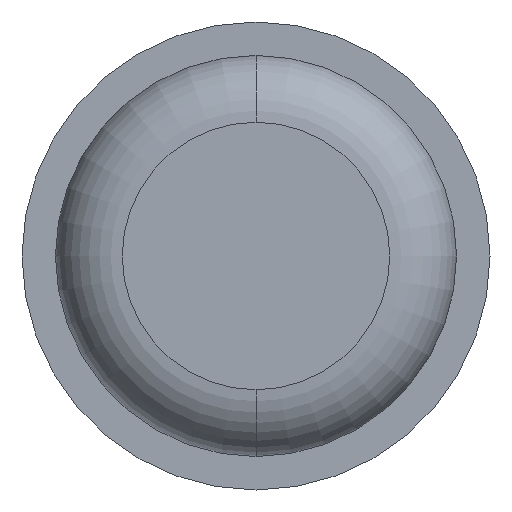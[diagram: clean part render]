
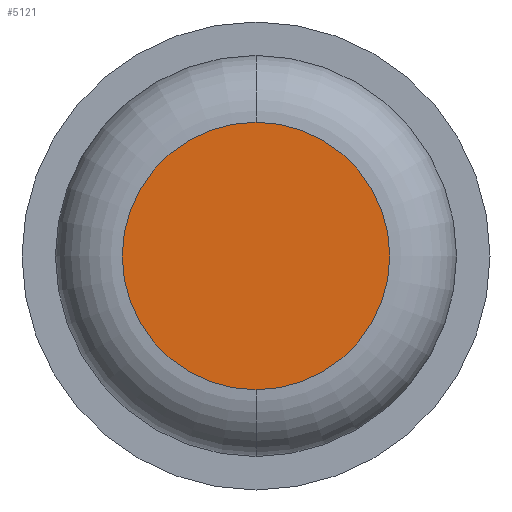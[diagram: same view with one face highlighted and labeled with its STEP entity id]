
A CAD part, front view. The second image highlights one B-rep face of the part: STEP entity #5121.
In plain terms, the highlighted planar face has unit normal (0, -1, 0).
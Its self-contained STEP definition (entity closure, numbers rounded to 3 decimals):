
#5 = AXIS2_PLACEMENT_3D ( 'NONE', #2020, #4864, #2848 ) ;
#528 = CARTESIAN_POINT ( 'NONE',  ( 0., 0., -1. ) ) ;
#678 = PLANE ( 'NONE',  #2766 ) ;
#728 = AXIS2_PLACEMENT_3D ( 'NONE', #4716, #1800, #1382 ) ;
#1249 = CARTESIAN_POINT ( 'NONE',  ( 0., 0., 1. ) ) ;
#1330 = CIRCLE ( 'NONE', #5, 1. ) ;
#1382 = DIRECTION ( 'NONE',  ( 0., 0., -1. ) ) ;
#1443 = ORIENTED_EDGE ( 'NONE', *, *, #3415, .T. ) ;
#1800 = DIRECTION ( 'NONE',  ( 0., -1., 0. ) ) ;
#2020 = CARTESIAN_POINT ( 'NONE',  ( 0., 0., 0. ) ) ;
#2208 = FACE_OUTER_BOUND ( 'NONE', #4586, .T. ) ;
#2278 = VERTEX_POINT ( 'NONE', #1249 ) ;
#2311 = DIRECTION ( 'NONE',  ( 0., 0., -1. ) ) ;
#2481 = CIRCLE ( 'NONE', #728, 1. ) ;
#2766 = AXIS2_PLACEMENT_3D ( 'NONE', #3928, #4368, #2311 ) ;
#2848 = DIRECTION ( 'NONE',  ( 0., 0., -1. ) ) ;
#2865 = ORIENTED_EDGE ( 'NONE', *, *, #3692, .T. ) ;
#3415 = EDGE_CURVE ( 'Defeature ausgef�hrt1_39+Defeature ausgef�hrt1_44+Defeature ausgef�hrt1_44+Defeature ausgef�hrt1_44', #3931, #2278, #2481, .T. ) ;
#3692 = EDGE_CURVE ( 'Defeature ausgef�hrt1_39+Defeature ausgef�hrt1_44+Defeature ausgef�hrt1_44+Defeature ausgef�hrt1_44', #2278, #3931, #1330, .T. ) ;
#3928 = CARTESIAN_POINT ( 'NONE',  ( 0., 0., 0. ) ) ;
#3931 = VERTEX_POINT ( 'NONE', #528 ) ;
#4368 = DIRECTION ( 'NONE',  ( 0., -1., 0. ) ) ;
#4586 = EDGE_LOOP ( 'NONE', ( #1443, #2865 ) ) ;
#4716 = CARTESIAN_POINT ( 'NONE',  ( 0., 0., 0. ) ) ;
#4864 = DIRECTION ( 'NONE',  ( 0., -1., 0. ) ) ;
#5121 = ADVANCED_FACE ( 'Defeature ausgef�hrt1_39', ( #2208 ), #678, .T. ) ;
